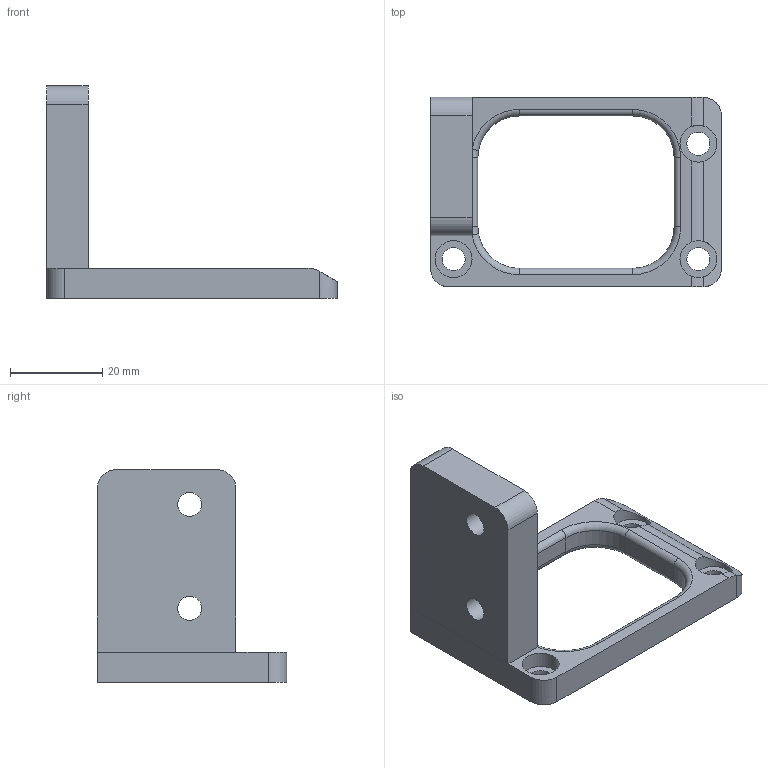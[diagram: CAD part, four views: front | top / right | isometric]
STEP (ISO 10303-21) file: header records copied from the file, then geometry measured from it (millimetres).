
FILE_DESCRIPTION(('FreeCAD Model'),'2;1');
FILE_NAME('strain-relief-upper_black_v3.0.step', '2016-11-08T14:46:28',('Author'),(''), 'Open CASCADE STEP processor 6.8','FreeCAD','Unknown');
FILE_SCHEMA(('AUTOMOTIVE_DESIGN_CC2 { 1 2 10303 214 -1 1 5 4 }'));
Length unit declared in the file: millimetre
Products named in the file (2): ASSEMBLY; Fillet003
Assembly tree (1 placements, depth 2):
  ASSEMBLY
    Fillet003
Bounding box: 63 x 41 x 46 mm (x, y, z)
Volume: 17197.1 mm3; surface area: 7891.5 mm2
Topology: 1 solids, 1 shells, 59 faces, 148 edges, 91 vertices
Faces by surface type: cylinder 27, plane 19, torus 8, bspline 3, cone 2
Full cylindrical faces by diameter (mm): 5 x3, 5.2 x2, 8 x3
Entity records: 4515 total; most frequent: CARTESIAN_POINT 1605, DIRECTION 525, ORIENTED_EDGE 296, PCURVE 296, DEFINITIONAL_REPRESENTATION 296, LINE 260, VECTOR 260, EDGE_CURVE 148
